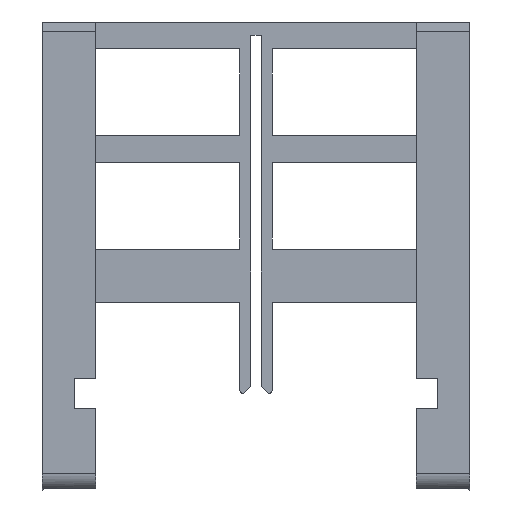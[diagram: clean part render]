
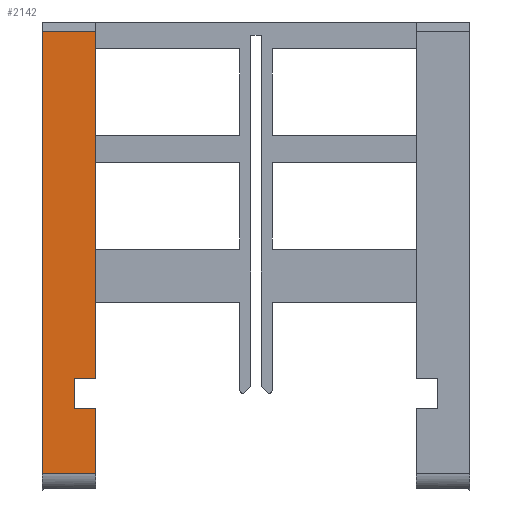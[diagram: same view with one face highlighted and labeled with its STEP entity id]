
A CAD part, top view. The second image highlights one B-rep face of the part: STEP entity #2142.
In plain terms, the highlighted planar face has unit normal (0, 0, 1).
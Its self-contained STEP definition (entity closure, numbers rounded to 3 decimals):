
#163=CARTESIAN_POINT('Line Origine',(-300.,55.,62.)) ;
#167=CARTESIAN_POINT('Vertex',(-798.,55.,62.)) ;
#169=CARTESIAN_POINT('Vertex',(-700.,55.,62.)) ;
#172=CARTESIAN_POINT('Line Origine',(-300.,55.,62.)) ;
#176=CARTESIAN_POINT('Vertex',(-800.,55.,62.)) ;
#263=CARTESIAN_POINT('Vertex',(-700.,177.,62.)) ;
#266=CARTESIAN_POINT('Line Origine',(-700.,116.,62.)) ;
#497=CARTESIAN_POINT('Vertex',(-740.,177.,62.)) ;
#500=CARTESIAN_POINT('Line Origine',(-720.,177.,62.)) ;
#521=CARTESIAN_POINT('Vertex',(-740.,232.,62.)) ;
#524=CARTESIAN_POINT('Line Origine',(-740.,204.5,62.)) ;
#545=CARTESIAN_POINT('Vertex',(-700.,232.,62.)) ;
#548=CARTESIAN_POINT('Line Origine',(-720.,232.,62.)) ;
#2107=CARTESIAN_POINT('Axis2P3D Location',(-800.,0.,62.)) ;
#2112=CARTESIAN_POINT('Line Origine',(-800.,469.,62.)) ;
#2116=CARTESIAN_POINT('Vertex',(-800.,883.,62.)) ;
#2119=CARTESIAN_POINT('Line Origine',(-700.,557.5,62.)) ;
#2123=CARTESIAN_POINT('Vertex',(-700.,883.,62.)) ;
#2126=CARTESIAN_POINT('Line Origine',(-750.,883.,62.)) ;
#164=DIRECTION('Vector Direction',(-1.,0.,0.)) ;
#173=DIRECTION('Vector Direction',(-1.,0.,0.)) ;
#267=DIRECTION('Vector Direction',(0.,1.,0.)) ;
#501=DIRECTION('Vector Direction',(-1.,0.,0.)) ;
#525=DIRECTION('Vector Direction',(0.,-1.,0.)) ;
#549=DIRECTION('Vector Direction',(1.,0.,0.)) ;
#2108=DIRECTION('Axis2P3D Direction',(0.,0.,1.)) ;
#2109=DIRECTION('Axis2P3D XDirection',(1.,0.,0.)) ;
#2113=DIRECTION('Vector Direction',(0.,1.,0.)) ;
#2120=DIRECTION('Vector Direction',(0.,1.,0.)) ;
#2127=DIRECTION('Vector Direction',(-1.,0.,0.)) ;
#2110=AXIS2_PLACEMENT_3D('Plane Axis2P3D',#2107,#2108,#2109) ;
#2132=ORIENTED_EDGE('',*,*,#2118,.F.) ;
#2133=ORIENTED_EDGE('',*,*,#178,.T.) ;
#2134=ORIENTED_EDGE('',*,*,#171,.T.) ;
#2135=ORIENTED_EDGE('',*,*,#270,.T.) ;
#2136=ORIENTED_EDGE('',*,*,#504,.F.) ;
#2137=ORIENTED_EDGE('',*,*,#528,.F.) ;
#2138=ORIENTED_EDGE('',*,*,#552,.F.) ;
#2139=ORIENTED_EDGE('',*,*,#2125,.T.) ;
#2140=ORIENTED_EDGE('',*,*,#2130,.F.) ;
#165=VECTOR('Line Direction',#164,1.) ;
#174=VECTOR('Line Direction',#173,1.) ;
#268=VECTOR('Line Direction',#267,1.) ;
#502=VECTOR('Line Direction',#501,1.) ;
#526=VECTOR('Line Direction',#525,1.) ;
#550=VECTOR('Line Direction',#549,1.) ;
#2114=VECTOR('Line Direction',#2113,1.) ;
#2121=VECTOR('Line Direction',#2120,1.) ;
#2128=VECTOR('Line Direction',#2127,1.) ;
#2142=ADVANCED_FACE('Corps principal',(#2141),#2111,.T.) ;
#171=EDGE_CURVE('',#168,#170,#166,.F.) ;
#178=EDGE_CURVE('',#177,#168,#175,.F.) ;
#270=EDGE_CURVE('',#170,#264,#269,.T.) ;
#504=EDGE_CURVE('',#498,#264,#503,.F.) ;
#528=EDGE_CURVE('',#522,#498,#527,.T.) ;
#552=EDGE_CURVE('',#546,#522,#551,.F.) ;
#2118=EDGE_CURVE('',#177,#2117,#2115,.T.) ;
#2125=EDGE_CURVE('',#546,#2124,#2122,.T.) ;
#2130=EDGE_CURVE('',#2117,#2124,#2129,.F.) ;
#2131=EDGE_LOOP('',(#2132,#2133,#2134,#2135,#2136,#2137,#2138,#2139,#2140)) ;
#2141=FACE_OUTER_BOUND('',#2131,.T.) ;
#166=LINE('Line',#163,#165) ;
#175=LINE('Line',#172,#174) ;
#269=LINE('Line',#266,#268) ;
#503=LINE('Line',#500,#502) ;
#527=LINE('Line',#524,#526) ;
#551=LINE('Line',#548,#550) ;
#2115=LINE('Line',#2112,#2114) ;
#2122=LINE('Line',#2119,#2121) ;
#2129=LINE('Line',#2126,#2128) ;
#2111=PLANE('Plane',#2110) ;
#168=VERTEX_POINT('',#167) ;
#170=VERTEX_POINT('',#169) ;
#177=VERTEX_POINT('',#176) ;
#264=VERTEX_POINT('',#263) ;
#498=VERTEX_POINT('',#497) ;
#522=VERTEX_POINT('',#521) ;
#546=VERTEX_POINT('',#545) ;
#2117=VERTEX_POINT('',#2116) ;
#2124=VERTEX_POINT('',#2123) ;
